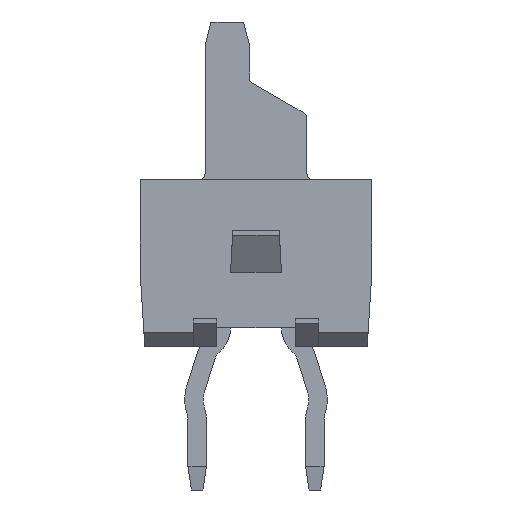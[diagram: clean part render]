
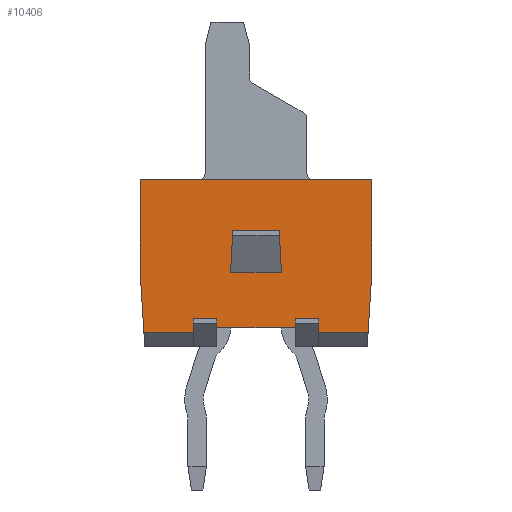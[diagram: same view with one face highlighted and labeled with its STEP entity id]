
A CAD part, front view. The second image highlights one B-rep face of the part: STEP entity #10406.
In plain terms, the highlighted face is planar.
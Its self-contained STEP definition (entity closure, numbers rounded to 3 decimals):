
#972=ORIENTED_EDGE('',*,*,#2803,.T.);
#973=ORIENTED_EDGE('',*,*,#2797,.T.);
#974=ORIENTED_EDGE('',*,*,#2739,.F.);
#975=ORIENTED_EDGE('',*,*,#2876,.T.);
#976=ORIENTED_EDGE('',*,*,#2735,.F.);
#977=ORIENTED_EDGE('',*,*,#2784,.F.);
#978=ORIENTED_EDGE('',*,*,#2786,.T.);
#979=ORIENTED_EDGE('',*,*,#2888,.T.);
#980=ORIENTED_EDGE('',*,*,#2776,.F.);
#981=ORIENTED_EDGE('',*,*,#2920,.F.);
#982=ORIENTED_EDGE('',*,*,#2923,.F.);
#983=ORIENTED_EDGE('',*,*,#2904,.T.);
#984=ORIENTED_EDGE('',*,*,#2891,.T.);
#985=ORIENTED_EDGE('',*,*,#2903,.T.);
#986=ORIENTED_EDGE('',*,*,#2821,.T.);
#987=ORIENTED_EDGE('',*,*,#2823,.T.);
#988=ORIENTED_EDGE('',*,*,#2820,.F.);
#989=ORIENTED_EDGE('',*,*,#2769,.F.);
#2735=EDGE_CURVE('',#3784,#3785,#4477,.T.);
#2739=EDGE_CURVE('',#3787,#3788,#4481,.T.);
#2769=EDGE_CURVE('',#3801,#3802,#4511,.T.);
#2776=EDGE_CURVE('',#3807,#3808,#4518,.T.);
#2784=EDGE_CURVE('',#3811,#3784,#4526,.T.);
#2786=EDGE_CURVE('',#3811,#3812,#4528,.T.);
#2797=EDGE_CURVE('',#3819,#3788,#4539,.T.);
#2803=EDGE_CURVE('',#3822,#3819,#4545,.T.);
#2820=EDGE_CURVE('',#3802,#3831,#4562,.T.);
#2821=EDGE_CURVE('',#3801,#3832,#4563,.T.);
#2823=EDGE_CURVE('',#3832,#3831,#4565,.T.);
#2876=EDGE_CURVE('',#3787,#3785,#4618,.T.);
#2888=EDGE_CURVE('',#3812,#3808,#4630,.T.);
#2891=EDGE_CURVE('',#3876,#3875,#4633,.T.);
#2903=EDGE_CURVE('',#3875,#3822,#4643,.T.);
#2904=EDGE_CURVE('',#3880,#3876,#4644,.T.);
#2920=EDGE_CURVE('',#3892,#3807,#4654,.T.);
#2923=EDGE_CURVE('',#3880,#3892,#4657,.T.);
#3784=VERTEX_POINT('',#14038);
#3785=VERTEX_POINT('',#14040);
#3787=VERTEX_POINT('',#14046);
#3788=VERTEX_POINT('',#14048);
#3801=VERTEX_POINT('',#14101);
#3802=VERTEX_POINT('',#14103);
#3807=VERTEX_POINT('',#14115);
#3808=VERTEX_POINT('',#14117);
#3811=VERTEX_POINT('',#14130);
#3812=VERTEX_POINT('',#14134);
#3819=VERTEX_POINT('',#14158);
#3822=VERTEX_POINT('',#14170);
#3831=VERTEX_POINT('',#14202);
#3832=VERTEX_POINT('',#14206);
#3875=VERTEX_POINT('',#14326);
#3876=VERTEX_POINT('',#14328);
#3880=VERTEX_POINT('',#14355);
#3892=VERTEX_POINT('',#14388);
#4477=LINE('',#14039,#5313);
#4481=LINE('',#14047,#5317);
#4511=LINE('',#14102,#5347);
#4518=LINE('',#14116,#5354);
#4526=LINE('',#14131,#5362);
#4528=LINE('',#14135,#5364);
#4539=LINE('',#14157,#5375);
#4545=LINE('',#14169,#5381);
#4562=LINE('',#14203,#5398);
#4563=LINE('',#14205,#5399);
#4565=LINE('',#14209,#5401);
#4618=LINE('',#14308,#5454);
#4630=LINE('',#14321,#5466);
#4633=LINE('',#14327,#5469);
#4643=LINE('',#14350,#5479);
#4644=LINE('',#14354,#5480);
#4654=LINE('',#14387,#5490);
#4657=LINE('',#14393,#5493);
#5313=VECTOR('',#11767,1000.);
#5317=VECTOR('',#11773,1000.);
#5347=VECTOR('',#11825,1000.);
#5354=VECTOR('',#11834,1000.);
#5362=VECTOR('',#11848,1000.);
#5364=VECTOR('',#11852,1000.);
#5375=VECTOR('',#11873,1000.);
#5381=VECTOR('',#11885,1000.);
#5398=VECTOR('',#11916,1000.);
#5399=VECTOR('',#11919,1000.);
#5401=VECTOR('',#11923,1000.);
#5454=VECTOR('',#11984,1000.);
#5466=VECTOR('',#11998,1000.);
#5469=VECTOR('',#12005,1000.);
#5479=VECTOR('',#12033,1000.);
#5480=VECTOR('',#12040,1000.);
#5490=VECTOR('',#12072,1000.);
#5493=VECTOR('',#12077,1000.);
#6126=EDGE_LOOP('',(#972,#973,#974,#975,#976,#977,#978,#979,#980,#981,#982,
#983,#984,#985));
#6127=EDGE_LOOP('',(#986,#987,#988,#989));
#6596=FACE_BOUND('',#6126,.T.);
#6597=FACE_BOUND('',#6127,.T.);
#7029=PLANE('',#10907);
#10406=ADVANCED_FACE('',(#6596,#6597),#7029,.F.);
#10907=AXIS2_PLACEMENT_3D('',#14392,#12075,#12076);
#11767=DIRECTION('',(0.,0.,-1.));
#11773=DIRECTION('',(0.,0.,1.));
#11825=DIRECTION('',(0.,1.,0.));
#11834=DIRECTION('',(0.,0.062,-0.998));
#11848=DIRECTION('',(0.,1.,0.));
#11852=DIRECTION('',(0.,0.,-1.));
#11873=DIRECTION('',(0.,-1.,0.));
#11885=DIRECTION('',(0.,0.,1.));
#11916=DIRECTION('',(0.,0.055,-0.998));
#11919=DIRECTION('',(0.,-0.055,-0.998));
#11923=DIRECTION('',(0.,1.,0.));
#11984=DIRECTION('',(0.,-1.,0.));
#11998=DIRECTION('',(0.,-1.,0.));
#12005=DIRECTION('',(0.,-0.062,-0.998));
#12033=DIRECTION('',(0.,-1.,0.));
#12040=DIRECTION('',(0.,0.,-1.));
#12072=DIRECTION('',(0.,0.,-1.));
#12075=DIRECTION('',(1.,0.,0.));
#12076=DIRECTION('',(0.,0.,-1.));
#12077=DIRECTION('',(0.,-1.,0.));
#14038=CARTESIAN_POINT('',(-6.095,-0.85,0.6));
#14039=CARTESIAN_POINT('',(-6.095,-0.85,0.6));
#14040=CARTESIAN_POINT('',(-6.095,-0.85,0.4));
#14046=CARTESIAN_POINT('',(-6.095,0.85,0.4));
#14047=CARTESIAN_POINT('',(-6.095,0.85,0.3));
#14048=CARTESIAN_POINT('',(-6.095,0.85,0.6));
#14101=CARTESIAN_POINT('',(-6.095,-0.5,2.5));
#14102=CARTESIAN_POINT('',(-6.095,-0.55,2.5));
#14103=CARTESIAN_POINT('',(-6.095,0.5,2.5));
#14115=CARTESIAN_POINT('',(-6.095,-2.5,1.6));
#14116=CARTESIAN_POINT('',(-6.095,-2.605,3.281));
#14117=CARTESIAN_POINT('',(-6.095,-2.419,0.3));
#14130=CARTESIAN_POINT('',(-6.095,-1.35,0.6));
#14131=CARTESIAN_POINT('',(-6.095,-1.35,0.6));
#14134=CARTESIAN_POINT('',(-6.095,-1.35,0.3));
#14135=CARTESIAN_POINT('',(-6.095,-1.35,0.6));
#14157=CARTESIAN_POINT('',(-6.095,1.35,0.6));
#14158=CARTESIAN_POINT('',(-6.095,1.35,0.6));
#14169=CARTESIAN_POINT('',(-6.095,1.35,0.3));
#14170=CARTESIAN_POINT('',(-6.095,1.35,0.3));
#14202=CARTESIAN_POINT('',(-6.095,0.55,1.6));
#14203=CARTESIAN_POINT('',(-6.095,0.5,2.5));
#14205=CARTESIAN_POINT('',(-6.095,-0.5,2.5));
#14206=CARTESIAN_POINT('',(-6.095,-0.55,1.6));
#14209=CARTESIAN_POINT('',(-6.095,-0.55,1.6));
#14308=CARTESIAN_POINT('',(-6.095,2.5,0.4));
#14321=CARTESIAN_POINT('',(-6.095,2.5,0.3));
#14326=CARTESIAN_POINT('',(-6.095,2.419,0.3));
#14327=CARTESIAN_POINT('',(-6.095,2.625,3.592));
#14328=CARTESIAN_POINT('',(-6.095,2.5,1.6));
#14350=CARTESIAN_POINT('',(-6.095,2.5,0.3));
#14354=CARTESIAN_POINT('',(-6.095,2.5,3.6));
#14355=CARTESIAN_POINT('',(-6.095,2.5,3.6));
#14387=CARTESIAN_POINT('',(-6.095,-2.5,3.6));
#14388=CARTESIAN_POINT('',(-6.095,-2.5,3.6));
#14392=CARTESIAN_POINT('',(-6.095,2.5,3.6));
#14393=CARTESIAN_POINT('',(-6.095,2.5,3.6));
